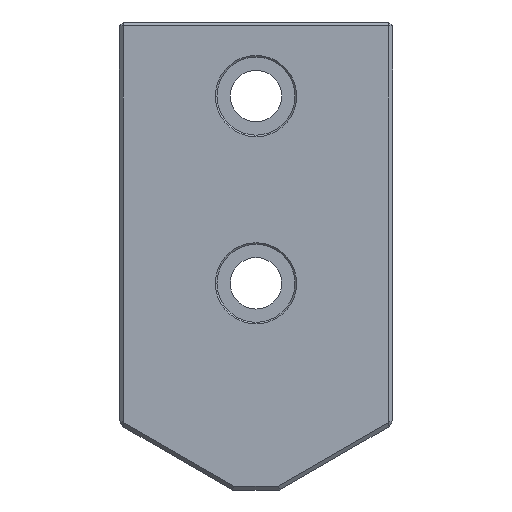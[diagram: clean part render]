
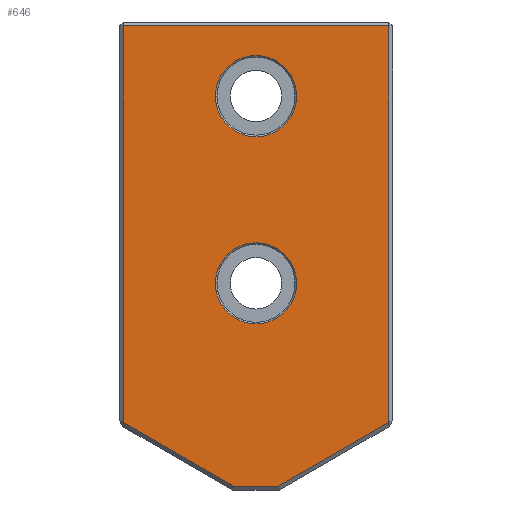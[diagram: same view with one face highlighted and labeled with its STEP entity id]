
A CAD part, front view. The second image highlights one B-rep face of the part: STEP entity #646.
In plain terms, the highlighted planar face has unit normal (0, -1, 0).
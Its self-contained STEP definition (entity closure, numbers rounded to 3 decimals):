
#21=FACE_BOUND('',#111,.T.);
#22=FACE_BOUND('',#112,.T.);
#29=PLANE('',#712);
#66=FACE_OUTER_BOUND('',#110,.T.);
#110=EDGE_LOOP('',(#467,#468,#469,#470,#471,#472));
#111=EDGE_LOOP('',(#473));
#112=EDGE_LOOP('',(#474));
#162=LINE('',#983,#232);
#163=LINE('',#985,#233);
#164=LINE('',#987,#234);
#165=LINE('',#989,#235);
#166=LINE('',#991,#236);
#167=LINE('',#992,#237);
#232=VECTOR('',#784,10.);
#233=VECTOR('',#785,10.);
#234=VECTOR('',#786,10.);
#235=VECTOR('',#787,10.);
#236=VECTOR('',#788,10.);
#237=VECTOR('',#789,10.);
#301=CIRCLE('',#710,5.2);
#303=CIRCLE('',#713,5.2);
#321=VERTEX_POINT('',#975);
#323=VERTEX_POINT('',#981);
#324=VERTEX_POINT('',#982);
#325=VERTEX_POINT('',#984);
#326=VERTEX_POINT('',#986);
#327=VERTEX_POINT('',#988);
#328=VERTEX_POINT('',#990);
#329=VERTEX_POINT('',#993);
#373=EDGE_CURVE('',#321,#321,#301,.T.);
#376=EDGE_CURVE('',#323,#324,#162,.T.);
#377=EDGE_CURVE('',#325,#323,#163,.T.);
#378=EDGE_CURVE('',#326,#325,#164,.T.);
#379=EDGE_CURVE('',#327,#326,#165,.T.);
#380=EDGE_CURVE('',#328,#327,#166,.T.);
#381=EDGE_CURVE('',#324,#328,#167,.T.);
#382=EDGE_CURVE('',#329,#329,#303,.T.);
#467=ORIENTED_EDGE('',*,*,#376,.F.);
#468=ORIENTED_EDGE('',*,*,#377,.F.);
#469=ORIENTED_EDGE('',*,*,#378,.F.);
#470=ORIENTED_EDGE('',*,*,#379,.F.);
#471=ORIENTED_EDGE('',*,*,#380,.F.);
#472=ORIENTED_EDGE('',*,*,#381,.F.);
#473=ORIENTED_EDGE('',*,*,#382,.F.);
#474=ORIENTED_EDGE('',*,*,#373,.F.);
#646=ADVANCED_FACE('',(#66,#21,#22),#29,.F.);
#710=AXIS2_PLACEMENT_3D('',#976,#777,#778);
#712=AXIS2_PLACEMENT_3D('',#980,#782,#783);
#713=AXIS2_PLACEMENT_3D('',#994,#790,#791);
#777=DIRECTION('center_axis',(0.,-1.,0.));
#778=DIRECTION('ref_axis',(-1.,0.,0.));
#782=DIRECTION('center_axis',(0.,1.,0.));
#783=DIRECTION('ref_axis',(0.,0.,1.));
#784=DIRECTION('',(1.,0.,0.));
#785=DIRECTION('',(0.,0.,1.));
#786=DIRECTION('',(-0.866,0.,0.5));
#787=DIRECTION('',(-1.,0.,0.));
#788=DIRECTION('',(-0.866,0.,-0.5));
#789=DIRECTION('',(0.,0.,-1.));
#790=DIRECTION('center_axis',(0.,-1.,0.));
#791=DIRECTION('ref_axis',(-1.,0.,0.));
#975=CARTESIAN_POINT('',(5.2,0.,-17.5));
#976=CARTESIAN_POINT('Origin',(0.,0.,-17.5));
#980=CARTESIAN_POINT('Origin',(0.,0.,-11.537));
#981=CARTESIAN_POINT('',(-17.,0.,15.5));
#982=CARTESIAN_POINT('',(17.,0.,15.5));
#983=CARTESIAN_POINT('',(-8.75,0.,15.5));
#984=CARTESIAN_POINT('',(-17.,0.,-35.34));
#985=CARTESIAN_POINT('',(-17.,0.,-23.583));
#986=CARTESIAN_POINT('',(-2.866,0.,-43.5));
#987=CARTESIAN_POINT('',(-8.653,0.,-40.159));
#988=CARTESIAN_POINT('',(2.866,0.,-43.5));
#989=CARTESIAN_POINT('',(1.5,0.,-43.5));
#990=CARTESIAN_POINT('',(17.,0.,-35.34));
#991=CARTESIAN_POINT('',(15.903,0.,-35.973));
#992=CARTESIAN_POINT('',(17.,0.,2.232));
#993=CARTESIAN_POINT('',(5.2,0.,6.5));
#994=CARTESIAN_POINT('Origin',(0.,0.,6.5));
